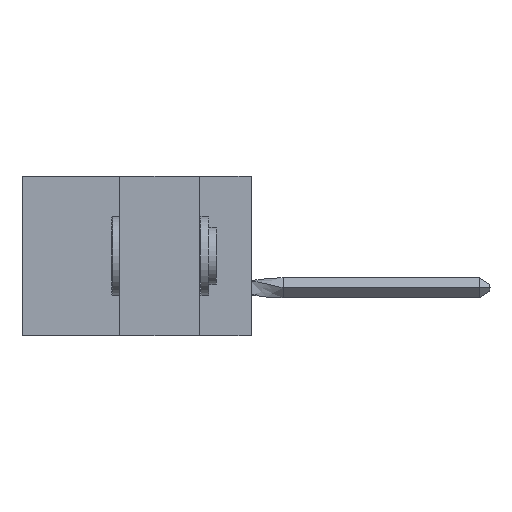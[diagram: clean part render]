
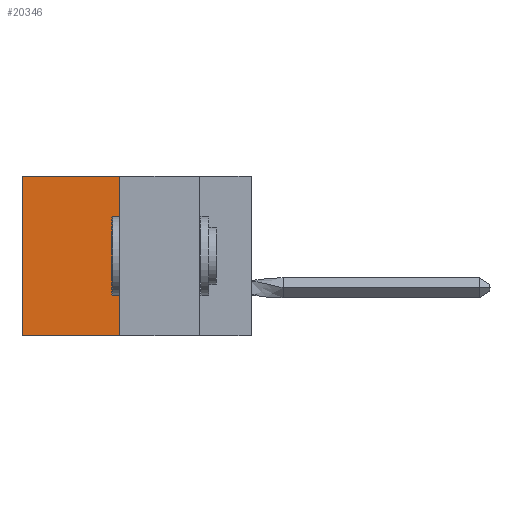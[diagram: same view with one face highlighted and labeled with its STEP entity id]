
A CAD part, left-side view. The second image highlights one B-rep face of the part: STEP entity #20346.
In plain terms, the highlighted planar face has unit normal (-1, 0, 0).
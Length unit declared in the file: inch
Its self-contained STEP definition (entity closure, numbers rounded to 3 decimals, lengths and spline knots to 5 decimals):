
#330 = DIRECTION ( 'NONE',  ( 0., 1., 0. ) ) ;
#897 = LINE ( 'NONE', #28467, #26592 ) ;
#1432 = VECTOR ( 'NONE', #33993, 39.37008 ) ;
#3195 = CARTESIAN_POINT ( 'NONE',  ( 0.305, 0.413, -0.5 ) ) ;
#6097 = CARTESIAN_POINT ( 'NONE',  ( 0.305, 0.413, -0.5 ) ) ;
#7772 = ORIENTED_EDGE ( 'NONE', *, *, #34465, .T. ) ;
#8534 = VECTOR ( 'NONE', #23391, 39.37008 ) ;
#8948 = DIRECTION ( 'NONE',  ( 0., 0., -1. ) ) ;
#11666 = PLANE ( 'NONE',  #26872 ) ;
#11856 = VERTEX_POINT ( 'NONE', #20513 ) ;
#11974 = EDGE_CURVE ( 'NONE', #32109, #27824, #32933, .T. ) ;
#12348 = LINE ( 'NONE', #23583, #1432 ) ;
#12648 = CARTESIAN_POINT ( 'NONE',  ( 0.305, 0.413, 0. ) ) ;
#13655 = ORIENTED_EDGE ( 'NONE', *, *, #11974, .T. ) ;
#14069 = VECTOR ( 'NONE', #330, 39.37008 ) ;
#15291 = DIRECTION ( 'NONE',  ( 0., 1., 0. ) ) ;
#15402 = VERTEX_POINT ( 'NONE', #6097 ) ;
#17914 = FACE_OUTER_BOUND ( 'NONE', #23627, .T. ) ;
#20346 = ADVANCED_FACE ( 'NONE', ( #17914 ), #11666, .F. ) ;
#20513 = CARTESIAN_POINT ( 'NONE',  ( 0.305, 0.72, -0.5 ) ) ;
#21349 = EDGE_CURVE ( 'NONE', #32109, #15402, #23737, .T. ) ;
#23391 = DIRECTION ( 'NONE',  ( 0., 0., -1. ) ) ;
#23583 = CARTESIAN_POINT ( 'NONE',  ( 0.305, 0.72, -0.5 ) ) ;
#23596 = ORIENTED_EDGE ( 'NONE', *, *, #21349, .F. ) ;
#23627 = EDGE_LOOP ( 'NONE', ( #7772, #30599, #23596, #13655 ) ) ;
#23737 = LINE ( 'NONE', #34403, #8534 ) ;
#24849 = DIRECTION ( 'NONE',  ( 1., 0., 0. ) ) ;
#26219 = CARTESIAN_POINT ( 'NONE',  ( 0.305, 0.72, 0. ) ) ;
#26592 = VECTOR ( 'NONE', #15291, 39.37008 ) ;
#26872 = AXIS2_PLACEMENT_3D ( 'NONE', #3195, #24849, #8948 ) ;
#27626 = CARTESIAN_POINT ( 'NONE',  ( 0.305, 0.413, 0. ) ) ;
#27824 = VERTEX_POINT ( 'NONE', #26219 ) ;
#28467 = CARTESIAN_POINT ( 'NONE',  ( 0.305, 0.413, -0.5 ) ) ;
#29244 = EDGE_CURVE ( 'NONE', #15402, #11856, #897, .T. ) ;
#30599 = ORIENTED_EDGE ( 'NONE', *, *, #29244, .F. ) ;
#32109 = VERTEX_POINT ( 'NONE', #27626 ) ;
#32933 = LINE ( 'NONE', #12648, #14069 ) ;
#33993 = DIRECTION ( 'NONE',  ( 0., 0., -1. ) ) ;
#34403 = CARTESIAN_POINT ( 'NONE',  ( 0.305, 0.413, -0.5 ) ) ;
#34465 = EDGE_CURVE ( 'NONE', #27824, #11856, #12348, .T. ) ;
